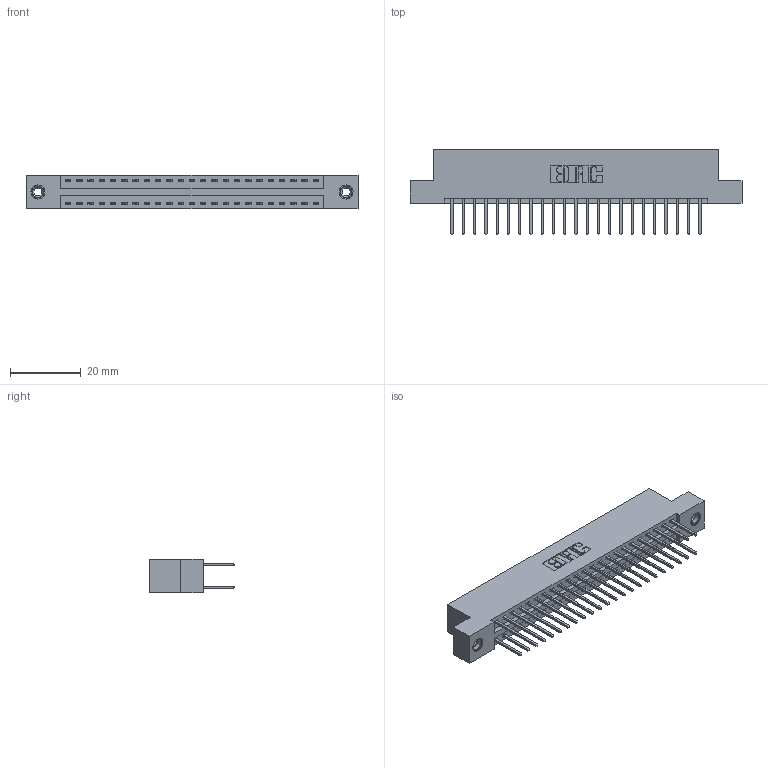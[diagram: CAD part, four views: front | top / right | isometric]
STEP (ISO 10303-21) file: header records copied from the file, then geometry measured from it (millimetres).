
FILE_DESCRIPTION (( 'STEP AP203' ), '1' );
FILE_NAME ('396-046-526-208.STEP', '2019-10-30T11:57:46', ( '' ), ( '' ), 'SwSTEP 2.0', 'SolidWorks 2016', '' );
FILE_SCHEMA (( 'CONFIG_CONTROL_DESIGN' ));
Length unit declared in the file: inch
Products named in the file (4): 345-250-001_345-250-003-102; 396-046-526-208; 346 Part_Flush Mounting Lugs - 0.156 Dia-TI; 345-292-001_345-293-126
Assembly tree (49 placements, depth 2):
  396-046-526-208
    346 Part_Flush Mounting Lugs - 0.156 Dia-TI
    345-292-001_345-293-126  x46
    345-250-001_345-250-003-102  x2
Bounding box: 93.6 x 24.13 x 9.4 mm (x, y, z)
Volume: 9048.4 mm3; surface area: 12496.7 mm2
Topology: 49 solids, 49 shells, 2574 faces, 7595 edges, 4994 vertices
Faces by surface type: plane 1718, cylinder 840, cone 12, torus 4
Entity records: 18772 total; most frequent: CARTESIAN_POINT 3103, ORIENTED_EDGE 3030, DIRECTION 2813, EDGE_CURVE 1515, LINE 1271, VECTOR 1271, VERTEX_POINT 1004, AXIS2_PLACEMENT_3D 771
